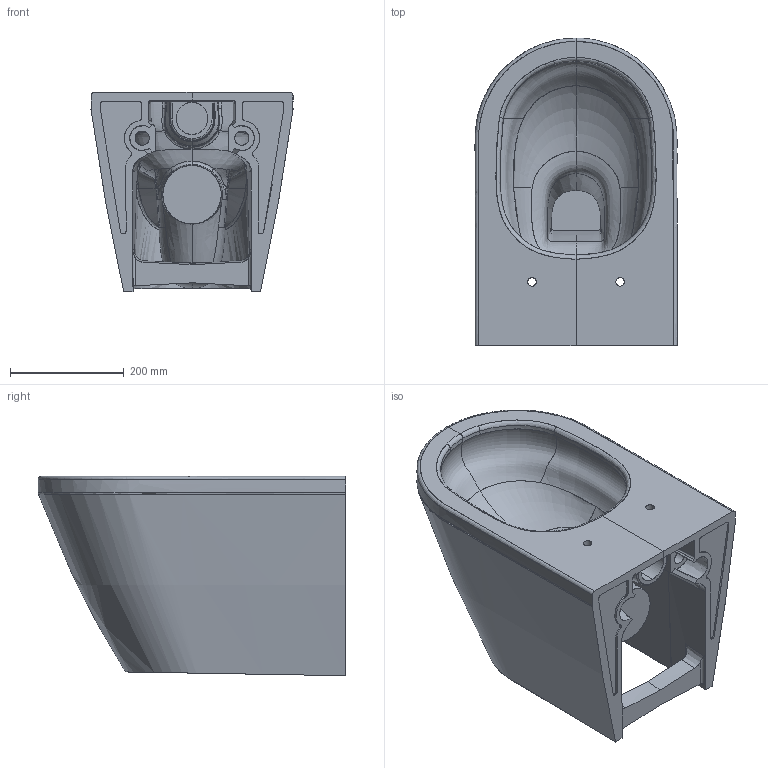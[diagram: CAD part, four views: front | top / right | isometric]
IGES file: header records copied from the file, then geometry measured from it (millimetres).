
Global section: file name: 26H7041__1_S80.igs; native system: NX V7.5; preprocessor: SIEMENS PLM Software NX 7.5; date: 20161226.165629; units: millimetre
Bounding box: 355.34 x 540.76 x 350.63 mm (x, y, z)
Surface area: 1238015.1 mm2 (no closed solid volume)
Topology: 0 solids, 0 shells, 352 faces, 2867 edges, 2849 vertices
Faces by surface type: bspline 324, offset 28
